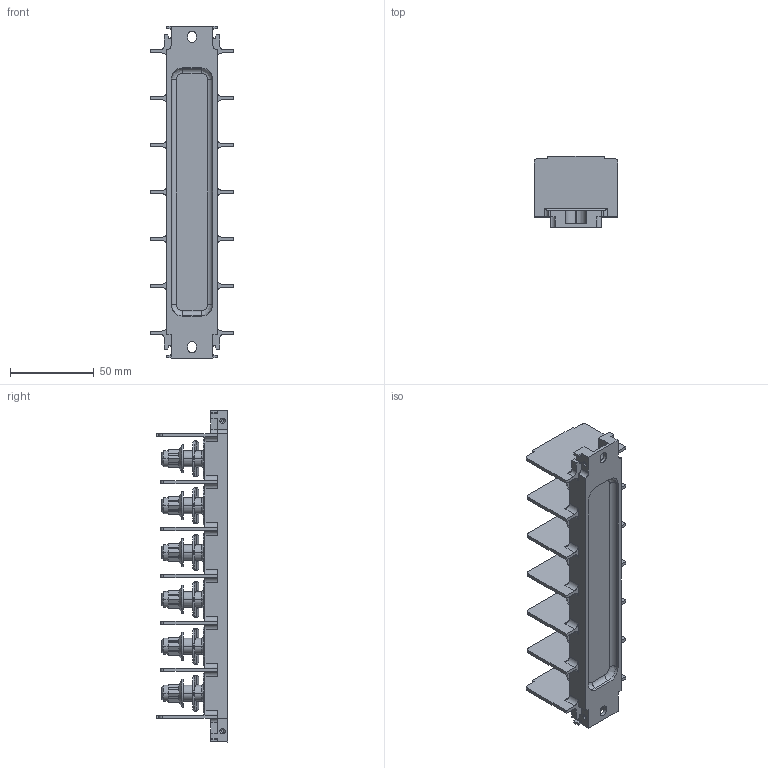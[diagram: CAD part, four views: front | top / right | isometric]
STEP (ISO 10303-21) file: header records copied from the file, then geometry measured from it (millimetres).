
FILE_DESCRIPTION((''),'2;1');
FILE_NAME('32408064002','2019-12-20T',('presta_be4'),(''),'CREO PARAMETRIC BY PTC INC, 2018360','CREO PARAMETRIC BY PTC INC, 2018360','');
FILE_SCHEMA(('CONFIG_CONTROL_DESIGN'));
Length unit declared in the file: millimetre
Products named in the file (1): 32408064002
Bounding box: 50 x 42.5 x 198.2 mm (x, y, z)
Volume: 98952.2 mm3; surface area: 51766.6 mm2
Topology: 7 solids, 7 shells, 635 faces, 1748 edges, 1136 vertices
Faces by surface type: plane 297, cylinder 226, cone 84, torus 24, bspline 4
Entity records: 23235 total; most frequent: CARTESIAN_POINT 7438, ORIENTED_EDGE 3464, DIRECTION 3062, EDGE_CURVE 1732, VERTEX_POINT 1136, AXIS2_PLACEMENT_3D 1067, VECTOR 928, LINE 928
